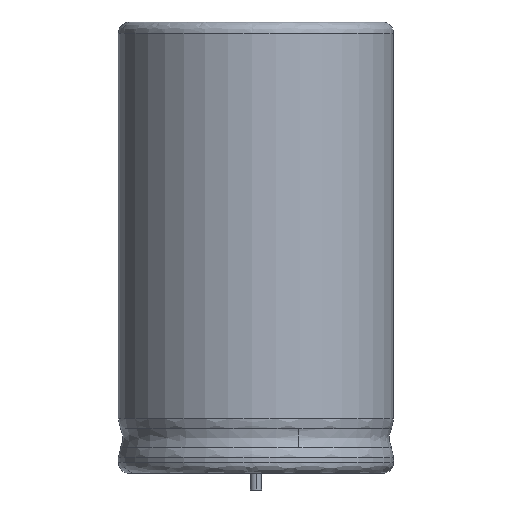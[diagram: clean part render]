
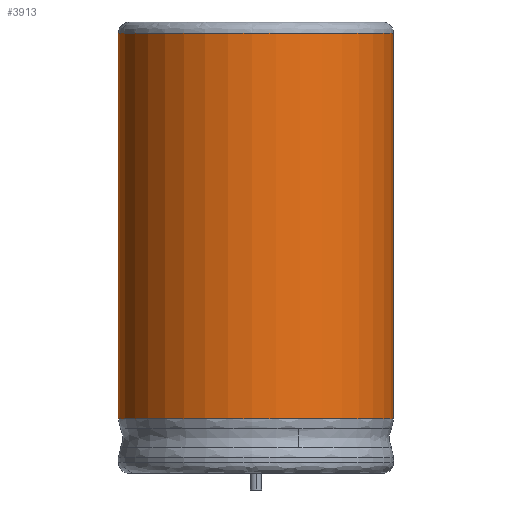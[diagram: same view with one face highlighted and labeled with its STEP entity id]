
A CAD part, left-side view. The second image highlights one B-rep face of the part: STEP entity #3913.
In plain terms, the highlighted cylindrical face has radius 12.5 mm (diameter 25 mm), a partial arc.
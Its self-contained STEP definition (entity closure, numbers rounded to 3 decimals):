
#74 = CIRCLE ( 'NONE', #1135, 12.5 ) ;
#155 = ORIENTED_EDGE ( 'NONE', *, *, #1073, .T. ) ;
#174 = LINE ( 'NONE', #1235, #2794 ) ;
#226 = DIRECTION ( 'NONE',  ( 1., 0., 0. ) ) ;
#294 = VERTEX_POINT ( 'NONE', #628 ) ;
#420 = VERTEX_POINT ( 'NONE', #2470 ) ;
#519 = LINE ( 'NONE', #601, #660 ) ;
#542 = DIRECTION ( 'NONE',  ( 0., 0., 1. ) ) ;
#586 = DIRECTION ( 'NONE',  ( 1., 0., 0. ) ) ;
#592 = EDGE_CURVE ( 'NONE', #294, #420, #74, .T. ) ;
#601 = CARTESIAN_POINT ( 'NONE',  ( 11.746, -4.275, -10.779 ) ) ;
#628 = CARTESIAN_POINT ( 'NONE',  ( 11.746, -4.275, 6.496 ) ) ;
#660 = VECTOR ( 'NONE', #925, 1000. ) ;
#673 = FACE_OUTER_BOUND ( 'NONE', #1086, .T. ) ;
#925 = DIRECTION ( 'NONE',  ( 0., 0., 1. ) ) ;
#1073 = EDGE_CURVE ( 'NONE', #420, #3784, #174, .T. ) ;
#1086 = EDGE_LOOP ( 'NONE', ( #2069, #155, #2936, #3485 ) ) ;
#1135 = AXIS2_PLACEMENT_3D ( 'NONE', #3102, #1498, #4010 ) ;
#1235 = CARTESIAN_POINT ( 'NONE',  ( 11.746, 4.275, -10.779 ) ) ;
#1269 = DIRECTION ( 'NONE',  ( 0., 0., 1. ) ) ;
#1279 = EDGE_CURVE ( 'NONE', #2409, #294, #519, .T. ) ;
#1498 = DIRECTION ( 'NONE',  ( 0., 0., -1. ) ) ;
#2069 = ORIENTED_EDGE ( 'NONE', *, *, #592, .T. ) ;
#2143 = CARTESIAN_POINT ( 'NONE',  ( 11.746, 4.275, -28.524 ) ) ;
#2159 = CARTESIAN_POINT ( 'NONE',  ( 0., 0., -10.779 ) ) ;
#2409 = VERTEX_POINT ( 'NONE', #2567 ) ;
#2470 = CARTESIAN_POINT ( 'NONE',  ( 11.746, 4.275, 6.496 ) ) ;
#2567 = CARTESIAN_POINT ( 'NONE',  ( 11.746, -4.275, -28.524 ) ) ;
#2625 = AXIS2_PLACEMENT_3D ( 'NONE', #2159, #1269, #586 ) ;
#2781 = DIRECTION ( 'NONE',  ( 0., 0., -1. ) ) ;
#2794 = VECTOR ( 'NONE', #2781, 1000. ) ;
#2936 = ORIENTED_EDGE ( 'NONE', *, *, #3701, .T. ) ;
#3017 = AXIS2_PLACEMENT_3D ( 'NONE', #4004, #542, #226 ) ;
#3102 = CARTESIAN_POINT ( 'NONE',  ( 0., 0., 6.496 ) ) ;
#3485 = ORIENTED_EDGE ( 'NONE', *, *, #1279, .T. ) ;
#3495 = CIRCLE ( 'NONE', #3017, 12.5 ) ;
#3701 = EDGE_CURVE ( 'NONE', #3784, #2409, #3495, .T. ) ;
#3784 = VERTEX_POINT ( 'NONE', #2143 ) ;
#3913 = ADVANCED_FACE ( 'NONE', ( #673 ), #3956, .T. ) ;
#3956 = CYLINDRICAL_SURFACE ( 'NONE', #2625, 12.5 ) ;
#4004 = CARTESIAN_POINT ( 'NONE',  ( 0., 0., -28.524 ) ) ;
#4010 = DIRECTION ( 'NONE',  ( 1., 0., 0. ) ) ;
